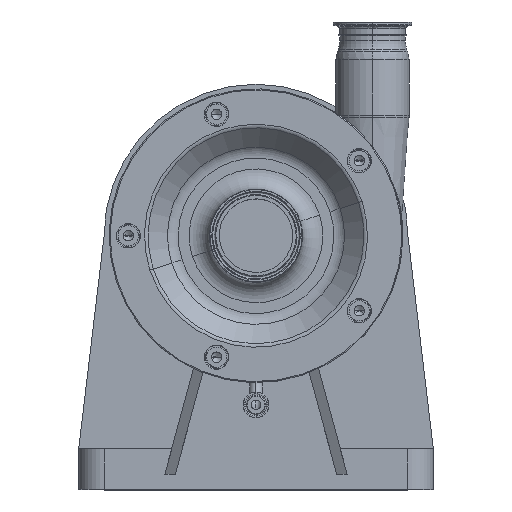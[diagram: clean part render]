
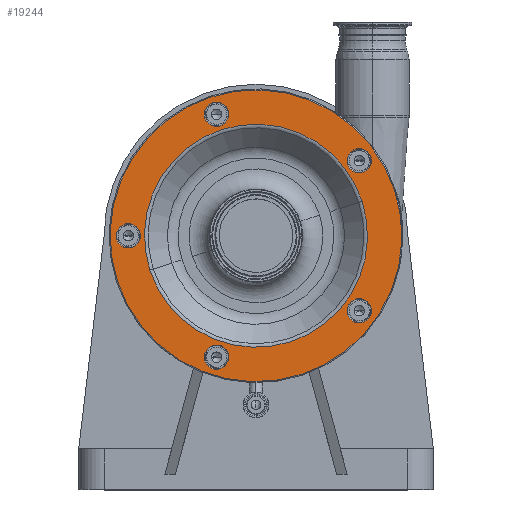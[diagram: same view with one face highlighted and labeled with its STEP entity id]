
A CAD part, top view. The second image highlights one B-rep face of the part: STEP entity #19244.
In plain terms, the highlighted planar face has unit normal (0, 0, 1).
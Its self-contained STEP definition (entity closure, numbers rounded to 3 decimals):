
#32 = EDGE_CURVE ( 'NONE', #4181, #12754, #6150, .T. ) ;
#185 = CIRCLE ( 'NONE', #19403, 12. ) ;
#253 = CARTESIAN_POINT ( 'NONE',  ( -38.936, 119.833, 294.5 ) ) ;
#345 = EDGE_LOOP ( 'NONE', ( #15338, #3096 ) ) ;
#840 = FACE_BOUND ( 'NONE', #1887, .T. ) ;
#943 = FACE_BOUND ( 'NONE', #2630, .T. ) ;
#1223 = DIRECTION ( 'NONE',  ( 0., 0., 1. ) ) ;
#1269 = DIRECTION ( 'NONE',  ( 0., 0., -1. ) ) ;
#1302 = AXIS2_PLACEMENT_3D ( 'NONE', #6509, #12865, #12759 ) ;
#1704 = DIRECTION ( 'NONE',  ( 0.951, 0.309, 0. ) ) ;
#1867 = CARTESIAN_POINT ( 'NONE',  ( 0., 0., 294.5 ) ) ;
#1887 = EDGE_LOOP ( 'NONE', ( #19730, #5780 ) ) ;
#1941 = ORIENTED_EDGE ( 'NONE', *, *, #6580, .F. ) ;
#1979 = DIRECTION ( 'NONE',  ( 0., 0., 1. ) ) ;
#2116 = ORIENTED_EDGE ( 'NONE', *, *, #5476, .F. ) ;
#2507 = AXIS2_PLACEMENT_3D ( 'NONE', #16680, #1979, #14976 ) ;
#2630 = EDGE_LOOP ( 'NONE', ( #15129, #3501 ) ) ;
#3008 = AXIS2_PLACEMENT_3D ( 'NONE', #6420, #19396, #4734 ) ;
#3096 = ORIENTED_EDGE ( 'NONE', *, *, #32, .F. ) ;
#3182 = ORIENTED_EDGE ( 'NONE', *, *, #3322, .T. ) ;
#3322 = EDGE_CURVE ( 'NONE', #5148, #16978, #18531, .T. ) ;
#3337 = CARTESIAN_POINT ( 'NONE',  ( -50.349, 116.125, 294.5 ) ) ;
#3425 = DIRECTION ( 'NONE',  ( 0.951, 0.309, 0. ) ) ;
#3501 = ORIENTED_EDGE ( 'NONE', *, *, #19074, .F. ) ;
#3622 = EDGE_CURVE ( 'NONE', #9105, #14764, #17198, .T. ) ;
#3788 = DIRECTION ( 'NONE',  ( 0., 0., 1. ) ) ;
#3863 = DIRECTION ( 'NONE',  ( 0.951, 0.309, 0. ) ) ;
#4133 = EDGE_CURVE ( 'NONE', #15102, #7814, #16461, .T. ) ;
#4173 = EDGE_CURVE ( 'NONE', #6103, #15224, #5681, .T. ) ;
#4181 = VERTEX_POINT ( 'NONE', #9890 ) ;
#4521 = CARTESIAN_POINT ( 'NONE',  ( -137.413, -3.708, 294.5 ) ) ;
#4597 = CIRCLE ( 'NONE', #6942, 12. ) ;
#4679 = DIRECTION ( 'NONE',  ( 0., 0., 1. ) ) ;
#4713 = AXIS2_PLACEMENT_3D ( 'NONE', #7251, #12099, #3863 ) ;
#4734 = DIRECTION ( 'NONE',  ( 0.951, 0.309, 0. ) ) ;
#4880 = CARTESIAN_POINT ( 'NONE',  ( 90.523, -77.769, 294.5 ) ) ;
#4944 = DIRECTION ( 'NONE',  ( 0., 0., 1. ) ) ;
#4991 = CARTESIAN_POINT ( 'NONE',  ( 104.684, 34.014, 294.5 ) ) ;
#5009 = DIRECTION ( 'NONE',  ( 0.951, 0.309, 0. ) ) ;
#5114 = CARTESIAN_POINT ( 'NONE',  ( -126., 0., 294.5 ) ) ;
#5148 = VERTEX_POINT ( 'NONE', #8538 ) ;
#5264 = VERTEX_POINT ( 'NONE', #7594 ) ;
#5476 = EDGE_CURVE ( 'NONE', #7814, #15102, #185, .T. ) ;
#5529 = DIRECTION ( 'NONE',  ( 0., 0., 1. ) ) ;
#5681 = CIRCLE ( 'NONE', #8383, 12. ) ;
#5780 = ORIENTED_EDGE ( 'NONE', *, *, #14988, .F. ) ;
#6014 = FACE_BOUND ( 'NONE', #16691, .T. ) ;
#6103 = VERTEX_POINT ( 'NONE', #7404 ) ;
#6150 = CIRCLE ( 'NONE', #7155, 110.071 ) ;
#6222 = CIRCLE ( 'NONE', #7917, 110.071 ) ;
#6420 = CARTESIAN_POINT ( 'NONE',  ( 101.936, -74.061, 294.5 ) ) ;
#6509 = CARTESIAN_POINT ( 'NONE',  ( -38.936, -119.833, 294.5 ) ) ;
#6580 = EDGE_CURVE ( 'NONE', #14923, #5264, #4597, .T. ) ;
#6942 = AXIS2_PLACEMENT_3D ( 'NONE', #15252, #1223, #18751 ) ;
#7155 = AXIS2_PLACEMENT_3D ( 'NONE', #9460, #4679, #1704 ) ;
#7193 = AXIS2_PLACEMENT_3D ( 'NONE', #10291, #11868, #18418 ) ;
#7251 = CARTESIAN_POINT ( 'NONE',  ( 101.936, -74.061, 294.5 ) ) ;
#7404 = CARTESIAN_POINT ( 'NONE',  ( -27.523, 123.541, 294.5 ) ) ;
#7416 = AXIS2_PLACEMENT_3D ( 'NONE', #17050, #5529, #9158 ) ;
#7594 = CARTESIAN_POINT ( 'NONE',  ( -50.349, -123.541, 294.5 ) ) ;
#7617 = DIRECTION ( 'NONE',  ( -0.951, -0.309, 0. ) ) ;
#7631 = EDGE_CURVE ( 'NONE', #16978, #5148, #14717, .T. ) ;
#7654 = ORIENTED_EDGE ( 'NONE', *, *, #8865, .F. ) ;
#7814 = VERTEX_POINT ( 'NONE', #4521 ) ;
#7917 = AXIS2_PLACEMENT_3D ( 'NONE', #16350, #3788, #14972 ) ;
#8383 = AXIS2_PLACEMENT_3D ( 'NONE', #253, #8509, #3425 ) ;
#8475 = CIRCLE ( 'NONE', #4713, 12. ) ;
#8509 = DIRECTION ( 'NONE',  ( 0., 0., 1. ) ) ;
#8538 = CARTESIAN_POINT ( 'NONE',  ( -136.952, -44.498, 294.5 ) ) ;
#8865 = EDGE_CURVE ( 'NONE', #5264, #14923, #10405, .T. ) ;
#8976 = EDGE_LOOP ( 'NONE', ( #19117, #3182 ) ) ;
#9105 = VERTEX_POINT ( 'NONE', #15124 ) ;
#9158 = DIRECTION ( 'NONE',  ( 0.951, 0.309, 0. ) ) ;
#9398 = CARTESIAN_POINT ( 'NONE',  ( 113.349, 77.769, 294.5 ) ) ;
#9460 = CARTESIAN_POINT ( 'NONE',  ( 0., 0., 294.5 ) ) ;
#9535 = AXIS2_PLACEMENT_3D ( 'NONE', #19294, #15536, #10700 ) ;
#9890 = CARTESIAN_POINT ( 'NONE',  ( -104.684, -34.014, 294.5 ) ) ;
#10291 = CARTESIAN_POINT ( 'NONE',  ( 101.936, 74.061, 294.5 ) ) ;
#10405 = CIRCLE ( 'NONE', #1302, 12. ) ;
#10700 = DIRECTION ( 'NONE',  ( 0.951, 0.309, 0. ) ) ;
#10703 = AXIS2_PLACEMENT_3D ( 'NONE', #1867, #4944, #17726 ) ;
#11613 = CIRCLE ( 'NONE', #2507, 12. ) ;
#11766 = DIRECTION ( 'NONE',  ( 0., 0., 1. ) ) ;
#11868 = DIRECTION ( 'NONE',  ( 0., 0., 1. ) ) ;
#12099 = DIRECTION ( 'NONE',  ( 0., 0., 1. ) ) ;
#12278 = VERTEX_POINT ( 'NONE', #9398 ) ;
#12754 = VERTEX_POINT ( 'NONE', #4991 ) ;
#12759 = DIRECTION ( 'NONE',  ( 0.951, 0.309, 0. ) ) ;
#12865 = DIRECTION ( 'NONE',  ( 0., 0., 1. ) ) ;
#13044 = CARTESIAN_POINT ( 'NONE',  ( -126., 0., 294.5 ) ) ;
#13049 = EDGE_CURVE ( 'NONE', #14764, #9105, #8475, .T. ) ;
#13146 = DIRECTION ( 'NONE',  ( 0., 0., 1. ) ) ;
#13438 = VERTEX_POINT ( 'NONE', #15100 ) ;
#13546 = CARTESIAN_POINT ( 'NONE',  ( -27.523, -116.125, 294.5 ) ) ;
#13591 = CARTESIAN_POINT ( 'NONE',  ( 136.952, 44.498, 294.5 ) ) ;
#13907 = CIRCLE ( 'NONE', #9535, 12. ) ;
#13945 = FACE_BOUND ( 'NONE', #16415, .T. ) ;
#14717 = CIRCLE ( 'NONE', #10703, 144. ) ;
#14764 = VERTEX_POINT ( 'NONE', #4880 ) ;
#14818 = DIRECTION ( 'NONE',  ( 0.951, 0.309, 0. ) ) ;
#14923 = VERTEX_POINT ( 'NONE', #13546 ) ;
#14972 = DIRECTION ( 'NONE',  ( 0.951, 0.309, 0. ) ) ;
#14976 = DIRECTION ( 'NONE',  ( 0.951, 0.309, 0. ) ) ;
#14988 = EDGE_CURVE ( 'NONE', #13438, #12278, #13907, .T. ) ;
#15100 = CARTESIAN_POINT ( 'NONE',  ( 90.523, 70.353, 294.5 ) ) ;
#15102 = VERTEX_POINT ( 'NONE', #19706 ) ;
#15124 = CARTESIAN_POINT ( 'NONE',  ( 113.349, -70.353, 294.5 ) ) ;
#15129 = ORIENTED_EDGE ( 'NONE', *, *, #4173, .F. ) ;
#15224 = VERTEX_POINT ( 'NONE', #3337 ) ;
#15252 = CARTESIAN_POINT ( 'NONE',  ( -38.936, -119.833, 294.5 ) ) ;
#15338 = ORIENTED_EDGE ( 'NONE', *, *, #18290, .F. ) ;
#15536 = DIRECTION ( 'NONE',  ( 0., 0., 1. ) ) ;
#15621 = PLANE ( 'NONE',  #20053 ) ;
#15724 = FACE_OUTER_BOUND ( 'NONE', #8976, .T. ) ;
#15955 = CIRCLE ( 'NONE', #7193, 12. ) ;
#16350 = CARTESIAN_POINT ( 'NONE',  ( 0., 0., 294.5 ) ) ;
#16415 = EDGE_LOOP ( 'NONE', ( #18110, #2116 ) ) ;
#16445 = EDGE_CURVE ( 'NONE', #12278, #13438, #15955, .T. ) ;
#16461 = CIRCLE ( 'NONE', #19167, 12. ) ;
#16529 = ORIENTED_EDGE ( 'NONE', *, *, #3622, .F. ) ;
#16680 = CARTESIAN_POINT ( 'NONE',  ( -38.936, 119.833, 294.5 ) ) ;
#16691 = EDGE_LOOP ( 'NONE', ( #1941, #7654 ) ) ;
#16978 = VERTEX_POINT ( 'NONE', #13591 ) ;
#17050 = CARTESIAN_POINT ( 'NONE',  ( 0., 0., 294.5 ) ) ;
#17198 = CIRCLE ( 'NONE', #3008, 12. ) ;
#17216 = FACE_BOUND ( 'NONE', #20730, .T. ) ;
#17726 = DIRECTION ( 'NONE',  ( 0.951, 0.309, 0. ) ) ;
#18110 = ORIENTED_EDGE ( 'NONE', *, *, #4133, .F. ) ;
#18290 = EDGE_CURVE ( 'NONE', #12754, #4181, #6222, .T. ) ;
#18418 = DIRECTION ( 'NONE',  ( 0.951, 0.309, 0. ) ) ;
#18531 = CIRCLE ( 'NONE', #7416, 144. ) ;
#18751 = DIRECTION ( 'NONE',  ( 0.951, 0.309, 0. ) ) ;
#18895 = FACE_BOUND ( 'NONE', #345, .T. ) ;
#19074 = EDGE_CURVE ( 'NONE', #15224, #6103, #11613, .T. ) ;
#19117 = ORIENTED_EDGE ( 'NONE', *, *, #7631, .T. ) ;
#19167 = AXIS2_PLACEMENT_3D ( 'NONE', #13044, #11766, #14818 ) ;
#19198 = ORIENTED_EDGE ( 'NONE', *, *, #13049, .F. ) ;
#19244 = ADVANCED_FACE ( 'NONE', ( #840, #17216, #6014, #943, #18895, #15724, #13945 ), #15621, .F. ) ;
#19294 = CARTESIAN_POINT ( 'NONE',  ( 101.936, 74.061, 294.5 ) ) ;
#19396 = DIRECTION ( 'NONE',  ( 0., 0., 1. ) ) ;
#19403 = AXIS2_PLACEMENT_3D ( 'NONE', #5114, #13146, #5009 ) ;
#19706 = CARTESIAN_POINT ( 'NONE',  ( -114.587, 3.708, 294.5 ) ) ;
#19730 = ORIENTED_EDGE ( 'NONE', *, *, #16445, .F. ) ;
#20053 = AXIS2_PLACEMENT_3D ( 'NONE', #20257, #1269, #7617 ) ;
#20257 = CARTESIAN_POINT ( 'NONE',  ( -44.498, 136.952, 294.5 ) ) ;
#20730 = EDGE_LOOP ( 'NONE', ( #16529, #19198 ) ) ;
